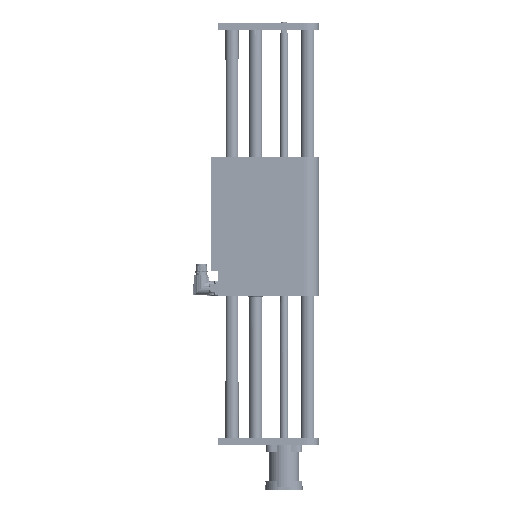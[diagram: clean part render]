
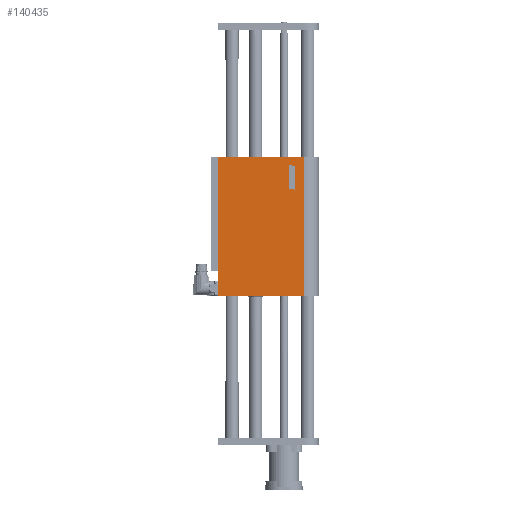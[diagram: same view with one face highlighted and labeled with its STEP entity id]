
A CAD part, left-side view. The second image highlights one B-rep face of the part: STEP entity #140435.
In plain terms, the highlighted planar face has unit normal (-1, 0, 0).
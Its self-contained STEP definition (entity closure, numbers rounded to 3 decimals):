
#2296 = VECTOR ( 'NONE', #85742, 1000. ) ;
#2897 = CARTESIAN_POINT ( 'NONE',  ( -22.5, 57., 103. ) ) ;
#3039 = VECTOR ( 'NONE', #112565, 1000. ) ;
#6838 = EDGE_LOOP ( 'NONE', ( #131038, #77383, #137175, #97419 ) ) ;
#7215 = VECTOR ( 'NONE', #49029, 1000. ) ;
#14592 = LINE ( 'NONE', #2897, #49583 ) ;
#14760 = LINE ( 'NONE', #85543, #7215 ) ;
#15163 = VECTOR ( 'NONE', #153813, 1000. ) ;
#15245 = VERTEX_POINT ( 'NONE', #65769 ) ;
#23215 = VERTEX_POINT ( 'NONE', #96987 ) ;
#25511 = VERTEX_POINT ( 'NONE', #83740 ) ;
#38285 = LINE ( 'NONE', #119972, #2296 ) ;
#38289 = FACE_BOUND ( 'NONE', #130949, .T. ) ;
#41341 = DIRECTION ( 'NONE',  ( 0., -1., 0. ) ) ;
#41669 = VERTEX_POINT ( 'NONE', #77057 ) ;
#47318 = LINE ( 'NONE', #129758, #15163 ) ;
#49029 = DIRECTION ( 'NONE',  ( 0., 0., 1. ) ) ;
#49583 = VECTOR ( 'NONE', #145175, 1000. ) ;
#51411 = CARTESIAN_POINT ( 'NONE',  ( -22.5, -13.606, 63.94 ) ) ;
#54756 = ORIENTED_EDGE ( 'NONE', *, *, #62407, .T. ) ;
#55092 = VECTOR ( 'NONE', #144445, 1000. ) ;
#56879 = DIRECTION ( 'NONE',  ( -1., 0., 0. ) ) ;
#59462 = DIRECTION ( 'NONE',  ( 0., 0.978, 0.208 ) ) ;
#62407 = EDGE_CURVE ( 'NONE', #25511, #77323, #98615, .T. ) ;
#65769 = CARTESIAN_POINT ( 'NONE',  ( -22.5, 55.5, -103. ) ) ;
#69258 = VERTEX_POINT ( 'NONE', #99542 ) ;
#71362 = ORIENTED_EDGE ( 'NONE', *, *, #85044, .T. ) ;
#77057 = CARTESIAN_POINT ( 'NONE',  ( -22.5, -71.5, -103. ) ) ;
#77323 = VERTEX_POINT ( 'NONE', #110231 ) ;
#77383 = ORIENTED_EDGE ( 'NONE', *, *, #83370, .T. ) ;
#78420 = EDGE_CURVE ( 'NONE', #41669, #114960, #38285, .T. ) ;
#78893 = CARTESIAN_POINT ( 'NONE',  ( -22.5, 57., -103. ) ) ;
#83370 = EDGE_CURVE ( 'NONE', #127345, #15245, #90044, .T. ) ;
#83740 = CARTESIAN_POINT ( 'NONE',  ( -22.5, -58.906, 89.091 ) ) ;
#85044 = EDGE_CURVE ( 'NONE', #77323, #69258, #122193, .T. ) ;
#85543 = CARTESIAN_POINT ( 'NONE',  ( -22.5, -49.922, 0. ) ) ;
#85599 = AXIS2_PLACEMENT_3D ( 'NONE', #124568, #56879, #41341 ) ;
#85742 = DIRECTION ( 'NONE',  ( 0., 0., 1. ) ) ;
#86512 = PLANE ( 'NONE',  #85599 ) ;
#86845 = ORIENTED_EDGE ( 'NONE', *, *, #131772, .T. ) ;
#87084 = CARTESIAN_POINT ( 'NONE',  ( -22.5, 55.5, 103. ) ) ;
#90044 = LINE ( 'NONE', #114901, #3039 ) ;
#90564 = LINE ( 'NONE', #78893, #95692 ) ;
#92963 = VECTOR ( 'NONE', #59462, 1000. ) ;
#95692 = VECTOR ( 'NONE', #138750, 1000. ) ;
#96987 = CARTESIAN_POINT ( 'NONE',  ( -22.5, -49.922, 91.004 ) ) ;
#97419 = ORIENTED_EDGE ( 'NONE', *, *, #78420, .T. ) ;
#97445 = FACE_OUTER_BOUND ( 'NONE', #6838, .T. ) ;
#98615 = LINE ( 'NONE', #121935, #55092 ) ;
#99542 = CARTESIAN_POINT ( 'NONE',  ( -22.5, -49.922, 56.212 ) ) ;
#110231 = CARTESIAN_POINT ( 'NONE',  ( -22.5, -58.906, 54.3 ) ) ;
#112565 = DIRECTION ( 'NONE',  ( 0., 0., -1. ) ) ;
#114508 = EDGE_CURVE ( 'NONE', #23215, #25511, #47318, .T. ) ;
#114779 = ORIENTED_EDGE ( 'NONE', *, *, #114508, .T. ) ;
#114901 = CARTESIAN_POINT ( 'NONE',  ( -22.5, 55.5, -103. ) ) ;
#114960 = VERTEX_POINT ( 'NONE', #129579 ) ;
#118482 = EDGE_CURVE ( 'NONE', #15245, #41669, #90564, .T. ) ;
#119972 = CARTESIAN_POINT ( 'NONE',  ( -22.5, -71.5, -103. ) ) ;
#121935 = CARTESIAN_POINT ( 'NONE',  ( -22.5, -58.906, 0. ) ) ;
#122193 = LINE ( 'NONE', #51411, #92963 ) ;
#124568 = CARTESIAN_POINT ( 'NONE',  ( -22.5, 57., -103. ) ) ;
#127345 = VERTEX_POINT ( 'NONE', #87084 ) ;
#129579 = CARTESIAN_POINT ( 'NONE',  ( -22.5, -71.5, 103. ) ) ;
#129758 = CARTESIAN_POINT ( 'NONE',  ( -22.5, -20.701, 97.226 ) ) ;
#130949 = EDGE_LOOP ( 'NONE', ( #114779, #54756, #71362, #86845 ) ) ;
#131038 = ORIENTED_EDGE ( 'NONE', *, *, #151849, .F. ) ;
#131772 = EDGE_CURVE ( 'NONE', #69258, #23215, #14760, .T. ) ;
#137175 = ORIENTED_EDGE ( 'NONE', *, *, #118482, .T. ) ;
#138750 = DIRECTION ( 'NONE',  ( 0., -1., 0. ) ) ;
#140435 = ADVANCED_FACE ( 'NONE', ( #97445, #38289 ), #86512, .T. ) ;
#144445 = DIRECTION ( 'NONE',  ( 0., 0., -1. ) ) ;
#145175 = DIRECTION ( 'NONE',  ( 0., -1., 0. ) ) ;
#151849 = EDGE_CURVE ( 'NONE', #127345, #114960, #14592, .T. ) ;
#153813 = DIRECTION ( 'NONE',  ( 0., -0.978, -0.208 ) ) ;
